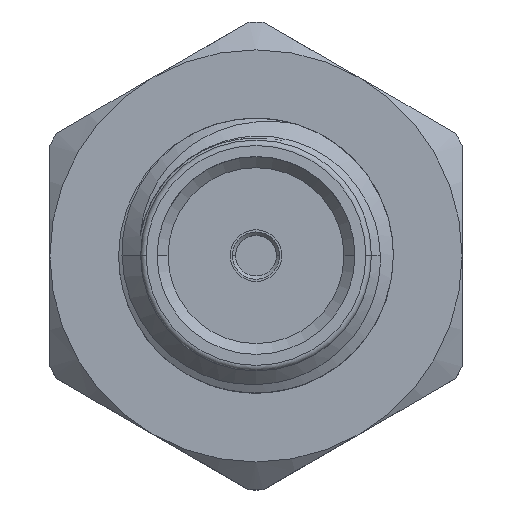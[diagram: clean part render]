
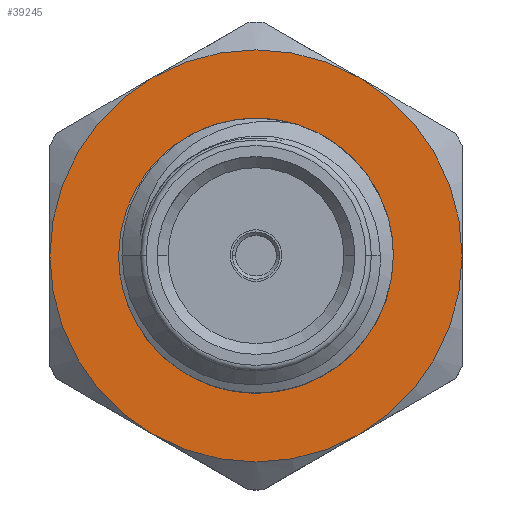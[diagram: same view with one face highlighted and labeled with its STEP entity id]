
A CAD part, top view. The second image highlights one B-rep face of the part: STEP entity #39245.
In plain terms, the highlighted planar face has unit normal (0, 0, 1).
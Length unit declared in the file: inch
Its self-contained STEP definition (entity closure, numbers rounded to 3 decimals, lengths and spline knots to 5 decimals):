
#6 = EDGE_CURVE ( 'NONE', #27887, #10547, #200, .T. ) ;
#200 = CIRCLE ( 'NONE', #29014, 0.1875 ) ;
#254 = CARTESIAN_POINT ( 'NONE',  ( 0., 0., 0.2025 ) ) ;
#821 = DIRECTION ( 'NONE',  ( 1., 0., 0. ) ) ;
#877 = DIRECTION ( 'NONE',  ( 1., 0., 0. ) ) ;
#2081 = CARTESIAN_POINT ( 'NONE',  ( 0.105, 0., 0.2025 ) ) ;
#2235 = CIRCLE ( 'NONE', #31046, 0.1875 ) ;
#2753 = CARTESIAN_POINT ( 'NONE',  ( -0.105, 0., 0.2025 ) ) ;
#2814 = CIRCLE ( 'NONE', #26219, 0.1875 ) ;
#3208 = CARTESIAN_POINT ( 'NONE',  ( 0., 0., 0.2025 ) ) ;
#3598 = AXIS2_PLACEMENT_3D ( 'NONE', #254, #25246, #35287 ) ;
#3665 = EDGE_CURVE ( 'NONE', #13573, #4814, #13967, .T. ) ;
#4276 = CIRCLE ( 'NONE', #27711, 0.1875 ) ;
#4462 = CARTESIAN_POINT ( 'NONE',  ( -0.1875, 0., 0.2025 ) ) ;
#4571 = DIRECTION ( 'NONE',  ( 1., 0., 0. ) ) ;
#4814 = VERTEX_POINT ( 'NONE', #2081 ) ;
#6074 = VERTEX_POINT ( 'NONE', #14607 ) ;
#6100 = DIRECTION ( 'NONE',  ( 1., 0., 0. ) ) ;
#6657 = ORIENTED_EDGE ( 'NONE', *, *, #10156, .T. ) ;
#8150 = AXIS2_PLACEMENT_3D ( 'NONE', #35434, #28332, #6100 ) ;
#9162 = VERTEX_POINT ( 'NONE', #34018 ) ;
#9715 = AXIS2_PLACEMENT_3D ( 'NONE', #21822, #15304, #41101 ) ;
#10122 = DIRECTION ( 'NONE',  ( 1., 0., 0. ) ) ;
#10156 = EDGE_CURVE ( 'NONE', #9162, #34905, #16428, .T. ) ;
#10317 = DIRECTION ( 'NONE',  ( 0., 0., 1. ) ) ;
#10438 = CARTESIAN_POINT ( 'NONE',  ( 0., 0., 0.2025 ) ) ;
#10547 = VERTEX_POINT ( 'NONE', #22425 ) ;
#10620 = AXIS2_PLACEMENT_3D ( 'NONE', #23483, #29560, #821 ) ;
#11537 = CARTESIAN_POINT ( 'NONE',  ( 0.09375, 0.16238, 0.2025 ) ) ;
#12817 = ORIENTED_EDGE ( 'NONE', *, *, #31136, .T. ) ;
#13573 = VERTEX_POINT ( 'NONE', #2753 ) ;
#13967 = CIRCLE ( 'NONE', #10620, 0.105 ) ;
#14607 = CARTESIAN_POINT ( 'NONE',  ( -0.09375, 0.16238, 0.2025 ) ) ;
#15006 = CARTESIAN_POINT ( 'NONE',  ( 0.1875, 0., 0.2025 ) ) ;
#15298 = ORIENTED_EDGE ( 'NONE', *, *, #6, .T. ) ;
#15304 = DIRECTION ( 'NONE',  ( 0., 0., 1. ) ) ;
#15952 = DIRECTION ( 'NONE',  ( 0., 0., 1. ) ) ;
#16428 = CIRCLE ( 'NONE', #9715, 0.1875 ) ;
#16721 = EDGE_CURVE ( 'NONE', #6074, #27887, #2235, .T. ) ;
#16838 = DIRECTION ( 'NONE',  ( 0., 0., 1. ) ) ;
#17262 = VERTEX_POINT ( 'NONE', #11537 ) ;
#19059 = EDGE_CURVE ( 'NONE', #17262, #6074, #4276, .T. ) ;
#20677 = CARTESIAN_POINT ( 'NONE',  ( 0., 0., 0.2025 ) ) ;
#21186 = EDGE_LOOP ( 'NONE', ( #6657, #12817, #21621, #23936, #15298, #31305 ) ) ;
#21621 = ORIENTED_EDGE ( 'NONE', *, *, #19059, .T. ) ;
#21822 = CARTESIAN_POINT ( 'NONE',  ( 0., 0., 0.2025 ) ) ;
#22425 = CARTESIAN_POINT ( 'NONE',  ( -0.09375, -0.16238, 0.2025 ) ) ;
#22451 = FACE_BOUND ( 'NONE', #25837, .T. ) ;
#22724 = ORIENTED_EDGE ( 'NONE', *, *, #23886, .F. ) ;
#23480 = CIRCLE ( 'NONE', #35528, 0.1875 ) ;
#23483 = CARTESIAN_POINT ( 'NONE',  ( 0., 0., 0.2025 ) ) ;
#23886 = EDGE_CURVE ( 'NONE', #4814, #13573, #39755, .T. ) ;
#23936 = ORIENTED_EDGE ( 'NONE', *, *, #16721, .T. ) ;
#24025 = DIRECTION ( 'NONE',  ( 0., 0., 1. ) ) ;
#25195 = FACE_OUTER_BOUND ( 'NONE', #21186, .T. ) ;
#25246 = DIRECTION ( 'NONE',  ( 0., 0., 1. ) ) ;
#25837 = EDGE_LOOP ( 'NONE', ( #27016, #22724 ) ) ;
#26219 = AXIS2_PLACEMENT_3D ( 'NONE', #39046, #10317, #877 ) ;
#27016 = ORIENTED_EDGE ( 'NONE', *, *, #3665, .F. ) ;
#27711 = AXIS2_PLACEMENT_3D ( 'NONE', #3208, #16838, #10122 ) ;
#27887 = VERTEX_POINT ( 'NONE', #4462 ) ;
#28332 = DIRECTION ( 'NONE',  ( 0., 0., 1. ) ) ;
#29014 = AXIS2_PLACEMENT_3D ( 'NONE', #10438, #15952, #32098 ) ;
#29560 = DIRECTION ( 'NONE',  ( 0., 0., 1. ) ) ;
#31046 = AXIS2_PLACEMENT_3D ( 'NONE', #20677, #24025, #33660 ) ;
#31136 = EDGE_CURVE ( 'NONE', #34905, #17262, #23480, .T. ) ;
#31305 = ORIENTED_EDGE ( 'NONE', *, *, #35773, .T. ) ;
#32087 = PLANE ( 'NONE',  #8150 ) ;
#32098 = DIRECTION ( 'NONE',  ( 1., 0., 0. ) ) ;
#33303 = CARTESIAN_POINT ( 'NONE',  ( 0., 0., 0.2025 ) ) ;
#33660 = DIRECTION ( 'NONE',  ( 1., 0., 0. ) ) ;
#34018 = CARTESIAN_POINT ( 'NONE',  ( 0.09375, -0.16238, 0.2025 ) ) ;
#34905 = VERTEX_POINT ( 'NONE', #15006 ) ;
#35287 = DIRECTION ( 'NONE',  ( 1., 0., 0. ) ) ;
#35434 = CARTESIAN_POINT ( 'NONE',  ( 0., 0., 0.2025 ) ) ;
#35528 = AXIS2_PLACEMENT_3D ( 'NONE', #33303, #39999, #4571 ) ;
#35773 = EDGE_CURVE ( 'NONE', #10547, #9162, #2814, .T. ) ;
#39046 = CARTESIAN_POINT ( 'NONE',  ( 0., 0., 0.2025 ) ) ;
#39245 = ADVANCED_FACE ( 'NONE', ( #22451, #25195 ), #32087, .T. ) ;
#39755 = CIRCLE ( 'NONE', #3598, 0.105 ) ;
#39999 = DIRECTION ( 'NONE',  ( 0., 0., 1. ) ) ;
#41101 = DIRECTION ( 'NONE',  ( 1., 0., 0. ) ) ;
